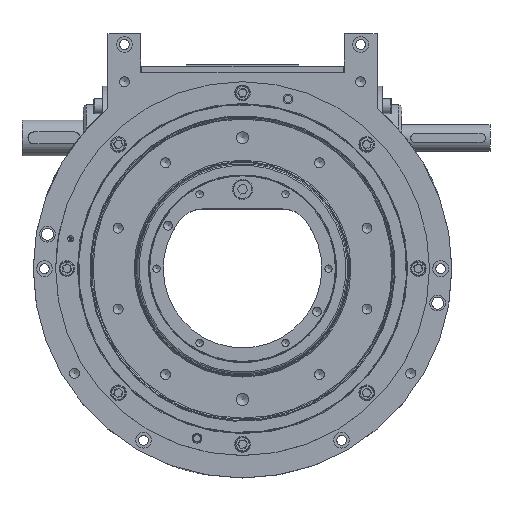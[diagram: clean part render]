
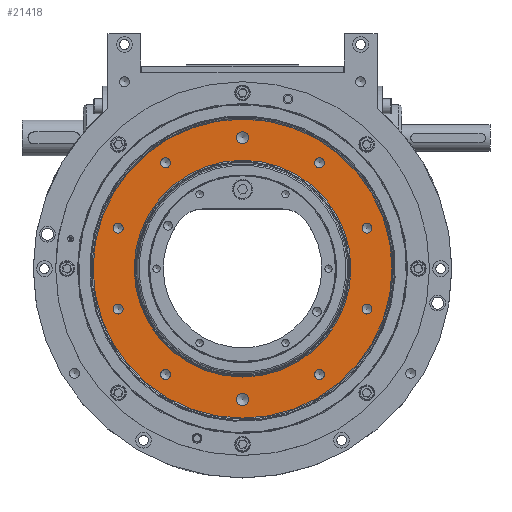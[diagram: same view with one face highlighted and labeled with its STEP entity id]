
A CAD part, top view. The second image highlights one B-rep face of the part: STEP entity #21418.
In plain terms, the highlighted planar face has unit normal (0, 0, 1).
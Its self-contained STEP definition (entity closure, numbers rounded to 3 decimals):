
#540=PLANE('',#22792);
#3857=ORIENTED_EDGE('',*,*,#7151,.T.);
#3858=ORIENTED_EDGE('',*,*,#7152,.T.);
#3859=ORIENTED_EDGE('',*,*,#7153,.T.);
#3860=ORIENTED_EDGE('',*,*,#7154,.T.);
#3861=ORIENTED_EDGE('',*,*,#7155,.T.);
#3862=ORIENTED_EDGE('',*,*,#7156,.T.);
#3863=ORIENTED_EDGE('',*,*,#7157,.T.);
#3864=ORIENTED_EDGE('',*,*,#7158,.T.);
#3865=ORIENTED_EDGE('',*,*,#7159,.T.);
#3866=ORIENTED_EDGE('',*,*,#7160,.T.);
#3867=ORIENTED_EDGE('',*,*,#7161,.F.);
#3868=ORIENTED_EDGE('',*,*,#7162,.T.);
#7151=EDGE_CURVE('',#8922,#8922,#10272,.T.);
#7152=EDGE_CURVE('',#8923,#8923,#10273,.T.);
#7153=EDGE_CURVE('',#8924,#8924,#10274,.T.);
#7154=EDGE_CURVE('',#8925,#8925,#10275,.T.);
#7155=EDGE_CURVE('',#8926,#8926,#10276,.T.);
#7156=EDGE_CURVE('',#8927,#8927,#10277,.T.);
#7157=EDGE_CURVE('',#8928,#8928,#10278,.T.);
#7158=EDGE_CURVE('',#8929,#8929,#10279,.T.);
#7159=EDGE_CURVE('',#8930,#8930,#10280,.T.);
#7160=EDGE_CURVE('',#8931,#8931,#10281,.T.);
#7161=EDGE_CURVE('',#8932,#8932,#10282,.T.);
#7162=EDGE_CURVE('',#8933,#8933,#10283,.T.);
#8922=VERTEX_POINT('',#28318);
#8923=VERTEX_POINT('',#28320);
#8924=VERTEX_POINT('',#28322);
#8925=VERTEX_POINT('',#28324);
#8926=VERTEX_POINT('',#28326);
#8927=VERTEX_POINT('',#28328);
#8928=VERTEX_POINT('',#28330);
#8929=VERTEX_POINT('',#28332);
#8930=VERTEX_POINT('',#28334);
#8931=VERTEX_POINT('',#28336);
#8932=VERTEX_POINT('',#28338);
#8933=VERTEX_POINT('',#28340);
#10272=CIRCLE('',#22793,3.324);
#10273=CIRCLE('',#22794,3.324);
#10274=CIRCLE('',#22795,3.324);
#10275=CIRCLE('',#22796,3.324);
#10276=CIRCLE('',#22797,3.324);
#10277=CIRCLE('',#22798,3.324);
#10278=CIRCLE('',#22799,3.324);
#10279=CIRCLE('',#22800,3.324);
#10280=CIRCLE('',#22801,4.);
#10281=CIRCLE('',#22802,4.);
#10282=CIRCLE('',#22803,100.);
#10283=CIRCLE('',#22804,72.5);
#10935=EDGE_LOOP('',(#3857));
#10936=EDGE_LOOP('',(#3858));
#10937=EDGE_LOOP('',(#3859));
#10938=EDGE_LOOP('',(#3860));
#10939=EDGE_LOOP('',(#3861));
#10940=EDGE_LOOP('',(#3862));
#10941=EDGE_LOOP('',(#3863));
#10942=EDGE_LOOP('',(#3864));
#10943=EDGE_LOOP('',(#3865));
#10944=EDGE_LOOP('',(#3866));
#10945=EDGE_LOOP('',(#3867));
#10946=EDGE_LOOP('',(#3868));
#12825=FACE_BOUND('',#10935,.T.);
#12826=FACE_BOUND('',#10936,.T.);
#12827=FACE_BOUND('',#10937,.T.);
#12828=FACE_BOUND('',#10938,.T.);
#12829=FACE_BOUND('',#10939,.T.);
#12830=FACE_BOUND('',#10940,.T.);
#12831=FACE_BOUND('',#10941,.T.);
#12832=FACE_BOUND('',#10942,.T.);
#12833=FACE_BOUND('',#10943,.T.);
#12834=FACE_BOUND('',#10944,.T.);
#12835=FACE_BOUND('',#10945,.T.);
#12836=FACE_BOUND('',#10946,.T.);
#21418=ADVANCED_FACE('',(#12825,#12826,#12827,#12828,#12829,#12830,#12831,
#12832,#12833,#12834,#12835,#12836),#540,.F.);
#22792=AXIS2_PLACEMENT_3D('',#28316,#24648,#24649);
#22793=AXIS2_PLACEMENT_3D('',#28317,#24650,#24651);
#22794=AXIS2_PLACEMENT_3D('',#28319,#24652,#24653);
#22795=AXIS2_PLACEMENT_3D('',#28321,#24654,#24655);
#22796=AXIS2_PLACEMENT_3D('',#28323,#24656,#24657);
#22797=AXIS2_PLACEMENT_3D('',#28325,#24658,#24659);
#22798=AXIS2_PLACEMENT_3D('',#28327,#24660,#24661);
#22799=AXIS2_PLACEMENT_3D('',#28329,#24662,#24663);
#22800=AXIS2_PLACEMENT_3D('',#28331,#24664,#24665);
#22801=AXIS2_PLACEMENT_3D('',#28333,#24666,#24667);
#22802=AXIS2_PLACEMENT_3D('',#28335,#24668,#24669);
#22803=AXIS2_PLACEMENT_3D('',#28337,#24670,#24671);
#22804=AXIS2_PLACEMENT_3D('',#28339,#24672,#24673);
#24648=DIRECTION('',(0.,0.,-1.));
#24649=DIRECTION('',(-1.,0.,0.));
#24650=DIRECTION('',(0.,0.,-1.));
#24651=DIRECTION('',(0.,-1.,0.));
#24652=DIRECTION('',(0.,0.,-1.));
#24653=DIRECTION('',(0.,-1.,0.));
#24654=DIRECTION('',(0.,0.,-1.));
#24655=DIRECTION('',(0.,-1.,0.));
#24656=DIRECTION('',(0.,0.,-1.));
#24657=DIRECTION('',(0.,-1.,0.));
#24658=DIRECTION('',(0.,0.,-1.));
#24659=DIRECTION('',(0.,-1.,0.));
#24660=DIRECTION('',(0.,0.,-1.));
#24661=DIRECTION('',(0.,-1.,0.));
#24662=DIRECTION('',(0.,0.,-1.));
#24663=DIRECTION('',(0.,-1.,0.));
#24664=DIRECTION('',(0.,0.,-1.));
#24665=DIRECTION('',(0.,-1.,0.));
#24666=DIRECTION('',(0.,0.,-1.));
#24667=DIRECTION('',(0.,-1.,0.));
#24668=DIRECTION('',(0.,0.,-1.));
#24669=DIRECTION('',(0.,-1.,0.));
#24670=DIRECTION('',(0.,0.,-1.));
#24671=DIRECTION('',(1.,0.,0.));
#24672=DIRECTION('',(0.,0.,-1.));
#24673=DIRECTION('',(1.,0.,0.));
#28316=CARTESIAN_POINT('',(0.,0.,33.5));
#28317=CARTESIAN_POINT('',(-83.217,-27.039,33.5));
#28318=CARTESIAN_POINT('',(-83.217,-30.362,33.5));
#28319=CARTESIAN_POINT('',(83.217,27.039,33.5));
#28320=CARTESIAN_POINT('',(83.217,23.715,33.5));
#28321=CARTESIAN_POINT('',(-83.217,27.039,33.5));
#28322=CARTESIAN_POINT('',(-83.217,23.715,33.5));
#28323=CARTESIAN_POINT('',(51.431,70.789,33.5));
#28324=CARTESIAN_POINT('',(51.431,67.465,33.5));
#28325=CARTESIAN_POINT('',(51.431,-70.789,33.5));
#28326=CARTESIAN_POINT('',(51.431,-74.112,33.5));
#28327=CARTESIAN_POINT('',(-51.431,-70.789,33.5));
#28328=CARTESIAN_POINT('',(-51.431,-74.112,33.5));
#28329=CARTESIAN_POINT('',(-51.431,70.789,33.5));
#28330=CARTESIAN_POINT('',(-51.431,67.465,33.5));
#28331=CARTESIAN_POINT('',(83.217,-27.039,33.5));
#28332=CARTESIAN_POINT('',(83.217,-30.362,33.5));
#28333=CARTESIAN_POINT('',(0.,-87.5,33.5));
#28334=CARTESIAN_POINT('',(0.,-91.5,33.5));
#28335=CARTESIAN_POINT('',(0.,87.5,33.5));
#28336=CARTESIAN_POINT('',(0.,83.5,33.5));
#28337=CARTESIAN_POINT('',(0.,0.,33.5));
#28338=CARTESIAN_POINT('',(100.,0.,33.5));
#28339=CARTESIAN_POINT('',(0.,0.,33.5));
#28340=CARTESIAN_POINT('',(72.5,0.,33.5));
